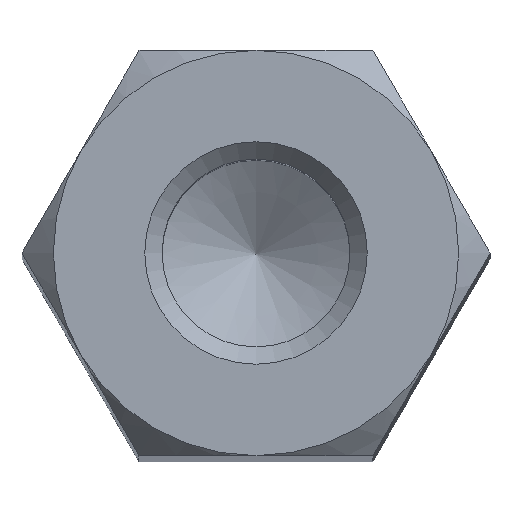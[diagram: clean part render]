
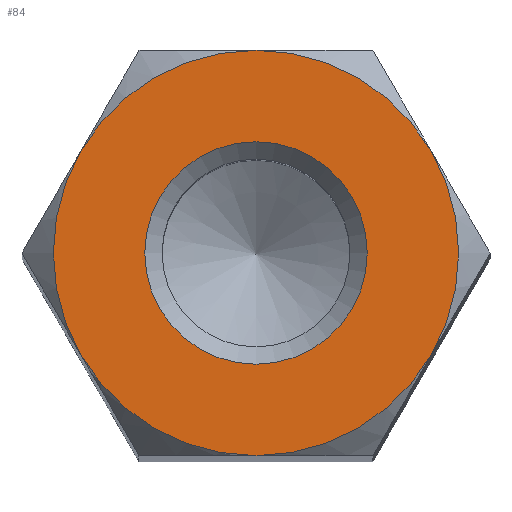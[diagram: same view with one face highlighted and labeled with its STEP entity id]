
A CAD part, top view. The second image highlights one B-rep face of the part: STEP entity #84.
In plain terms, the highlighted planar face has unit normal (0, 0, 1).
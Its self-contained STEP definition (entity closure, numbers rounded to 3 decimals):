
#84 = ADVANCED_FACE( '', ( #178, #179 ), #180, .T. );
#178 = FACE_BOUND( '', #279, .T. );
#179 = FACE_OUTER_BOUND( '', #280, .T. );
#180 = PLANE( '', #281 );
#279 = EDGE_LOOP( '', ( #440 ) );
#280 = EDGE_LOOP( '', ( #441, #442, #443, #444, #445, #446 ) );
#281 = AXIS2_PLACEMENT_3D( '', #447, #448, #449 );
#440 = ORIENTED_EDGE( '', *, *, #536, .T. );
#441 = ORIENTED_EDGE( '', *, *, #570, .F. );
#442 = ORIENTED_EDGE( '', *, *, #593, .F. );
#443 = ORIENTED_EDGE( '', *, *, #594, .F. );
#444 = ORIENTED_EDGE( '', *, *, #595, .T. );
#445 = ORIENTED_EDGE( '', *, *, #596, .F. );
#446 = ORIENTED_EDGE( '', *, *, #546, .F. );
#447 = CARTESIAN_POINT( '', ( 0., 0., 30. ) );
#448 = DIRECTION( '', ( 0., 0., 1. ) );
#449 = DIRECTION( '', ( 1., 0., 0. ) );
#536 = EDGE_CURVE( '', #617, #617, #618, .T. );
#546 = EDGE_CURVE( '', #632, #635, #636, .F. );
#570 = EDGE_CURVE( '', #672, #632, #675, .F. );
#593 = EDGE_CURVE( '', #700, #672, #701, .F. );
#594 = EDGE_CURVE( '', #664, #700, #702, .F. );
#595 = EDGE_CURVE( '', #664, #654, #703, .T. );
#596 = EDGE_CURVE( '', #635, #654, #704, .F. );
#617 = VERTEX_POINT( '', #727 );
#618 = CIRCLE( '', #728, 1.921 );
#632 = VERTEX_POINT( '', #754 );
#635 = VERTEX_POINT( '', #764 );
#636 = CIRCLE( '', #765, 3.5 );
#654 = VERTEX_POINT( '', #816 );
#664 = VERTEX_POINT( '', #851 );
#672 = VERTEX_POINT( '', #881 );
#675 = CIRCLE( '', #889, 3.5 );
#700 = VERTEX_POINT( '', #949 );
#701 = CIRCLE( '', #950, 3.5 );
#702 = CIRCLE( '', #951, 3.5 );
#703 = CIRCLE( '', #952, 3.5 );
#704 = CIRCLE( '', #953, 3.5 );
#727 = CARTESIAN_POINT( '', ( 0., 1.921, 30. ) );
#728 = AXIS2_PLACEMENT_3D( '', #995, #996, #997 );
#754 = CARTESIAN_POINT( '', ( 0., -3.5, 30. ) );
#764 = CARTESIAN_POINT( '', ( -3.031, -1.75, 30. ) );
#765 = AXIS2_PLACEMENT_3D( '', #1007, #1008, #1009 );
#816 = CARTESIAN_POINT( '', ( -3.031, 1.75, 30. ) );
#851 = CARTESIAN_POINT( '', ( 0., 3.5, 30. ) );
#881 = CARTESIAN_POINT( '', ( 3.031, -1.75, 30. ) );
#889 = AXIS2_PLACEMENT_3D( '', #1017, #1018, #1019 );
#949 = CARTESIAN_POINT( '', ( 3.031, 1.75, 30. ) );
#950 = AXIS2_PLACEMENT_3D( '', #1037, #1038, #1039 );
#951 = AXIS2_PLACEMENT_3D( '', #1040, #1041, #1042 );
#952 = AXIS2_PLACEMENT_3D( '', #1043, #1044, #1045 );
#953 = AXIS2_PLACEMENT_3D( '', #1046, #1047, #1048 );
#995 = CARTESIAN_POINT( '', ( 0., 0., 30. ) );
#996 = DIRECTION( '', ( 0., 0., -1. ) );
#997 = DIRECTION( '', ( 0., 1., 0. ) );
#1007 = CARTESIAN_POINT( '', ( 0., 0., 30. ) );
#1008 = DIRECTION( '', ( 0., 0., 1. ) );
#1009 = DIRECTION( '', ( 1., 0., 0. ) );
#1017 = CARTESIAN_POINT( '', ( 0., 0., 30. ) );
#1018 = DIRECTION( '', ( 0., 0., 1. ) );
#1019 = DIRECTION( '', ( 1., 0., 0. ) );
#1037 = CARTESIAN_POINT( '', ( 0., 0., 30. ) );
#1038 = DIRECTION( '', ( 0., 0., 1. ) );
#1039 = DIRECTION( '', ( 1., 0., 0. ) );
#1040 = CARTESIAN_POINT( '', ( 0., 0., 30. ) );
#1041 = DIRECTION( '', ( 0., 0., 1. ) );
#1042 = DIRECTION( '', ( 1., 0., 0. ) );
#1043 = CARTESIAN_POINT( '', ( 0., 0., 30. ) );
#1044 = DIRECTION( '', ( 0., 0., 1. ) );
#1045 = DIRECTION( '', ( 1., 0., 0. ) );
#1046 = CARTESIAN_POINT( '', ( 0., 0., 30. ) );
#1047 = DIRECTION( '', ( 0., 0., 1. ) );
#1048 = DIRECTION( '', ( 1., 0., 0. ) );
